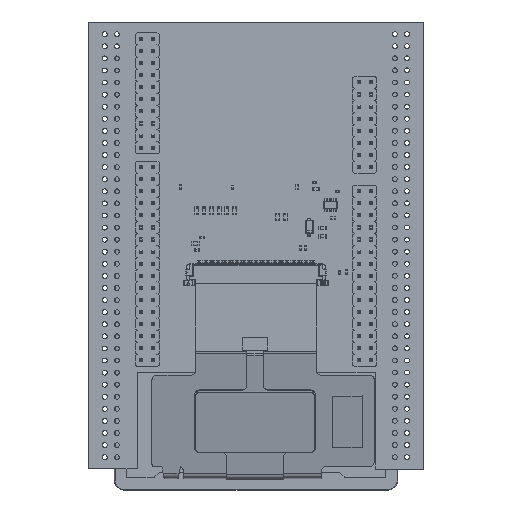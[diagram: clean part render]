
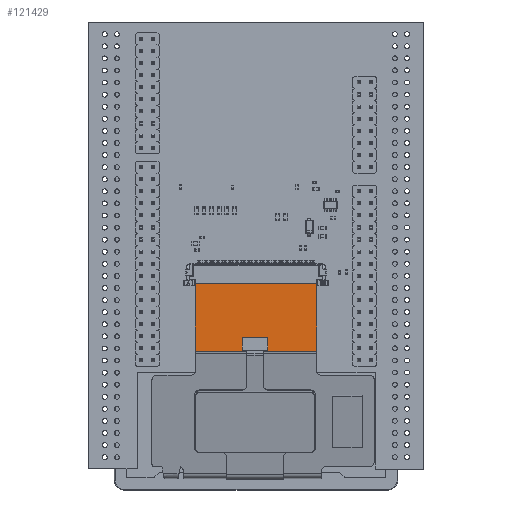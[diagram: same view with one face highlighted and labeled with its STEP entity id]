
A CAD part, top view. The second image highlights one B-rep face of the part: STEP entity #121429.
In plain terms, the highlighted face is planar.
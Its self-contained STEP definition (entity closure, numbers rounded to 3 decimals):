
#1864=FACE_BOUND('',#19304,.T.);
#5196=CIRCLE('',#131580,0.2);
#5197=CIRCLE('',#131581,0.2);
#12592=FACE_OUTER_BOUND('',#19303,.T.);
#19303=EDGE_LOOP('',(#110567,#110568,#110569,#110570,#110571,#110572));
#19304=EDGE_LOOP('',(#110573,#110574,#110575,#110576));
#32995=LINE('',#201835,#46768);
#32999=LINE('',#201843,#46772);
#33002=LINE('',#201849,#46775);
#33005=LINE('',#201854,#46778);
#33011=LINE('',#201873,#46784);
#33013=LINE('',#201881,#46786);
#33019=LINE('',#201893,#46792);
#33072=LINE('',#202105,#46845);
#46768=VECTOR('',#164268,10.);
#46772=VECTOR('',#164274,10.);
#46775=VECTOR('',#164279,10.);
#46778=VECTOR('',#164284,10.);
#46784=VECTOR('',#164300,10.);
#46786=VECTOR('',#164308,10.);
#46792=VECTOR('',#164318,10.);
#46845=VECTOR('',#164451,10.);
#58372=VERTEX_POINT('',#201833);
#58373=VERTEX_POINT('',#201834);
#58376=VERTEX_POINT('',#201842);
#58378=VERTEX_POINT('',#201848);
#58386=VERTEX_POINT('',#201871);
#58387=VERTEX_POINT('',#201872);
#58390=VERTEX_POINT('',#201880);
#58394=VERTEX_POINT('',#201891);
#58464=VERTEX_POINT('',#202102);
#58465=VERTEX_POINT('',#202104);
#75738=EDGE_CURVE('',#58372,#58373,#32995,.T.);
#75742=EDGE_CURVE('',#58373,#58376,#32999,.T.);
#75745=EDGE_CURVE('',#58376,#58378,#33002,.T.);
#75748=EDGE_CURVE('',#58378,#58372,#33005,.T.);
#75756=EDGE_CURVE('',#58386,#58387,#33011,.T.);
#75760=EDGE_CURVE('',#58390,#58386,#33013,.T.);
#75767=EDGE_CURVE('',#58387,#58394,#33019,.T.);
#75852=EDGE_CURVE('',#58394,#58464,#5196,.T.);
#75853=EDGE_CURVE('',#58464,#58465,#33072,.T.);
#75854=EDGE_CURVE('',#58465,#58390,#5197,.T.);
#110567=ORIENTED_EDGE('',*,*,#75756,.T.);
#110568=ORIENTED_EDGE('',*,*,#75767,.T.);
#110569=ORIENTED_EDGE('',*,*,#75852,.T.);
#110570=ORIENTED_EDGE('',*,*,#75853,.T.);
#110571=ORIENTED_EDGE('',*,*,#75854,.T.);
#110572=ORIENTED_EDGE('',*,*,#75760,.T.);
#110573=ORIENTED_EDGE('',*,*,#75738,.T.);
#110574=ORIENTED_EDGE('',*,*,#75742,.T.);
#110575=ORIENTED_EDGE('',*,*,#75745,.T.);
#110576=ORIENTED_EDGE('',*,*,#75748,.T.);
#115040=PLANE('',#131579);
#121429=ADVANCED_FACE('',(#12592,#1864),#115040,.T.);
#131579=AXIS2_PLACEMENT_3D('',#202101,#164447,#164448);
#131580=AXIS2_PLACEMENT_3D('',#202103,#164449,#164450);
#131581=AXIS2_PLACEMENT_3D('',#202106,#164452,#164453);
#164268=DIRECTION('',(0.,1.,0.));
#164274=DIRECTION('',(-1.,0.,0.));
#164279=DIRECTION('',(0.,-1.,0.));
#164284=DIRECTION('',(1.,0.,0.));
#164300=DIRECTION('',(-1.,0.,0.));
#164308=DIRECTION('',(0.,-1.,0.));
#164318=DIRECTION('',(0.,1.,0.));
#164447=DIRECTION('center_axis',(0.,0.,-1.));
#164448=DIRECTION('ref_axis',(1.,0.,0.));
#164449=DIRECTION('center_axis',(0.,0.,-1.));
#164450=DIRECTION('ref_axis',(0.,1.,0.));
#164451=DIRECTION('',(1.,0.,0.));
#164452=DIRECTION('center_axis',(0.,0.,-1.));
#164453=DIRECTION('ref_axis',(1.,0.,0.));
#201833=CARTESIAN_POINT('',(2.851,-17.32,-11.435));
#201834=CARTESIAN_POINT('',(2.851,-14.642,-11.435));
#201835=CARTESIAN_POINT('',(2.851,-21.042,-11.435));
#201842=CARTESIAN_POINT('',(-2.435,-14.642,-11.435));
#201843=CARTESIAN_POINT('',(-1.072,-14.642,-11.435));
#201848=CARTESIAN_POINT('',(-2.435,-17.32,-11.435));
#201849=CARTESIAN_POINT('',(-2.435,-22.381,-11.435));
#201854=CARTESIAN_POINT('',(1.571,-17.32,-11.435));
#201871=CARTESIAN_POINT('',(12.75,-17.49,-11.435));
#201872=CARTESIAN_POINT('',(-12.75,-17.49,-11.435));
#201873=CARTESIAN_POINT('',(0.145,-17.49,-11.435));
#201880=CARTESIAN_POINT('',(12.75,0.628,-11.435));
#201881=CARTESIAN_POINT('',(12.75,-21.672,-11.435));
#201891=CARTESIAN_POINT('',(-12.75,0.628,-11.435));
#201893=CARTESIAN_POINT('',(-12.75,0.628,-11.435));
#202101=CARTESIAN_POINT('Origin',(0.29,-27.441,-11.435));
#202102=CARTESIAN_POINT('',(-12.55,0.828,-11.435));
#202103=CARTESIAN_POINT('Origin',(-12.55,0.628,-11.435));
#202104=CARTESIAN_POINT('',(12.55,0.828,-11.435));
#202105=CARTESIAN_POINT('',(12.55,0.828,-11.435));
#202106=CARTESIAN_POINT('Origin',(12.55,0.628,-11.435));
